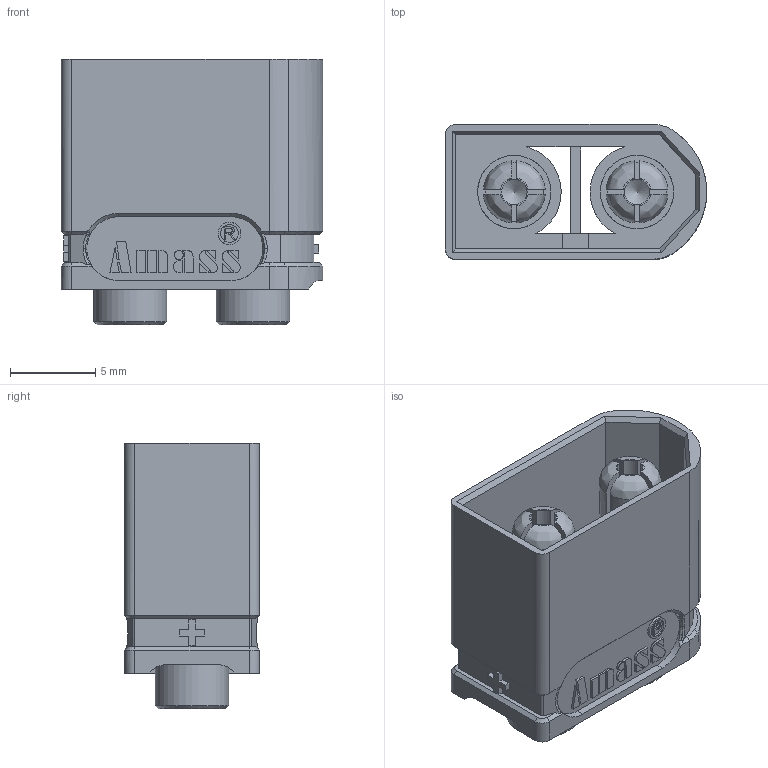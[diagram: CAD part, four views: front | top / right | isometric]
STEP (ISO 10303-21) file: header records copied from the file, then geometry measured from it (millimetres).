
FILE_DESCRIPTION( ( '' ), ' ' );
FILE_NAME( '5dbc8bd35c59d01633508995.step', '2019-11-01T19:47:32', ( '' ), ( '' ), ' ', ' ', ' ' );
FILE_SCHEMA( ( 'AUTOMOTIVE_DESIGN { 1 0 10303 214 1 1 1 1 }' ) );
Length unit declared in the file: metre
Products named in the file (3): Assem1; Part 1
Assembly tree (3 placements, depth 2):
  Assem1
    Part 1  x2
    Part 1
Bounding box: 15.34 x 7.9 x 15.6 mm (x, y, z)
Volume: 743.1 mm3; surface area: 1924 mm2
Topology: 3 solids, 3 shells, 467 faces, 1242 edges, 819 vertices
Faces by surface type: plane 282, cylinder 121, bspline 24, cone 22, extrusion 9, torus 6, sphere 3
Full cylindrical faces by diameter (mm): 0.524 x1, 1.051 x1, 1.326 x1, 1.5 x2, 3.7 x4, 4.3 x8
Entity records: 18605 total; most frequent: CARTESIAN_POINT 5257, ORIENTED_EDGE 2266, DIRECTION 1557, EDGE_CURVE 1133, VERTEX_POINT 757, VECTOR 655, LINE 646, EDGE_LOOP 496
